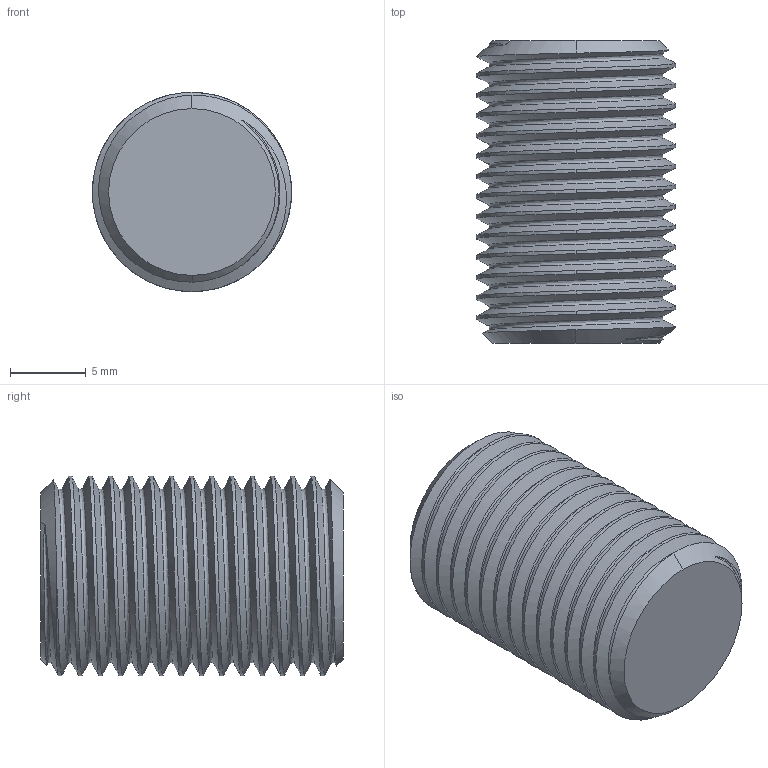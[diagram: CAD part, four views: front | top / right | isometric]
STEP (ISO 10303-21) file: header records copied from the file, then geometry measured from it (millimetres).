
FILE_DESCRIPTION (( 'STEP AP203' ), '1' );
FILE_NAME ('BSP .25G Thread.STEP', '2018-07-04T13:12:00', ( 'default' ), ( '' ), 'SwSTEP 2.0', 'SolidWorks 2017', '' );
FILE_SCHEMA (( 'CONFIG_CONTROL_DESIGN' ));
Length unit declared in the file: millimetre
Products named in the file (1): BSP .25G Thread
Bounding box: 13.15 x 20 x 13.16 mm (x, y, z)
Volume: 2364 mm3; surface area: 1518.4 mm2
Topology: 1 solids, 1 shells, 37 faces, 105 edges, 70 vertices
Faces by surface type: cylinder 28, cone 4, bspline 3, plane 2
Entity records: 4619 total; most frequent: CARTESIAN_POINT 3776, ORIENTED_EDGE 210, DIRECTION 113, EDGE_CURVE 105, VERTEX_POINT 70, AXIS2_PLACEMENT_3D 41, EDGE_LOOP 37, FACE_OUTER_BOUND 37
